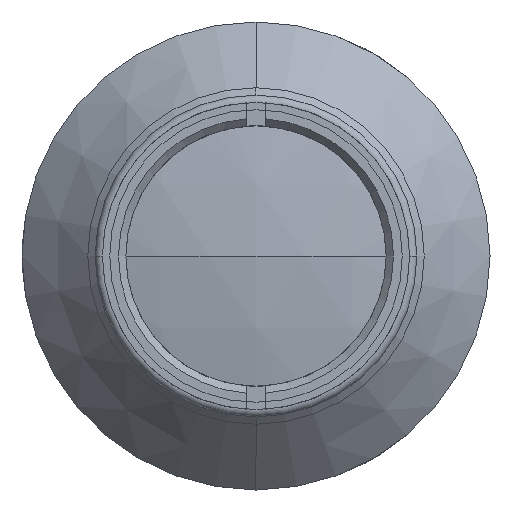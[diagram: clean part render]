
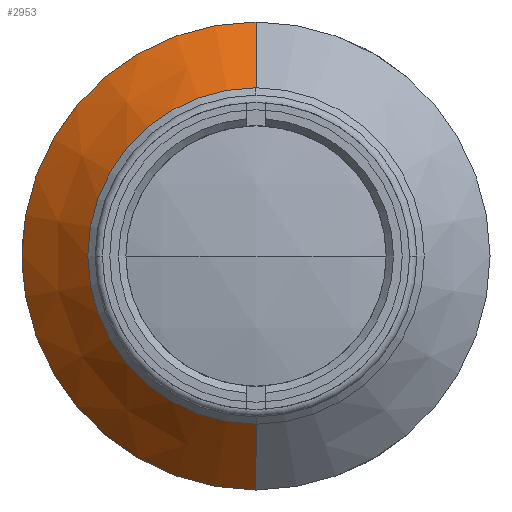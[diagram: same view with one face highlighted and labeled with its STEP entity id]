
A CAD part, left-side view. The second image highlights one B-rep face of the part: STEP entity #2953.
In plain terms, the highlighted conical face has half-angle 45 degrees and reference radius 32 mm.
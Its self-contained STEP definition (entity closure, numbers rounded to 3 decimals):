
#101 = DIRECTION ( 'NONE',  ( 0.707, 0., -0.707 ) ) ;
#130 = AXIS2_PLACEMENT_3D ( 'NONE', #394, #3004, #3904 ) ;
#349 = EDGE_CURVE ( 'NONE', #2048, #1267, #1215, .T. ) ;
#394 = CARTESIAN_POINT ( 'NONE',  ( 44.92, 0., 0. ) ) ;
#484 = VECTOR ( 'NONE', #3806, 1000. ) ;
#504 = FACE_OUTER_BOUND ( 'NONE', #1212, .T. ) ;
#526 = AXIS2_PLACEMENT_3D ( 'NONE', #1457, #2123, #1141 ) ;
#557 = EDGE_CURVE ( 'NONE', #2048, #1216, #3804, .T. ) ;
#1092 = ORIENTED_EDGE ( 'NONE', *, *, #557, .F. ) ;
#1141 = DIRECTION ( 'NONE',  ( 0., 0., -1. ) ) ;
#1190 = DIRECTION ( 'NONE',  ( 0., 0., 1. ) ) ;
#1212 = EDGE_LOOP ( 'NONE', ( #1092, #2801, #3184, #2858 ) ) ;
#1215 = LINE ( 'NONE', #3563, #484 ) ;
#1216 = VERTEX_POINT ( 'NONE', #3776 ) ;
#1267 = VERTEX_POINT ( 'NONE', #1654 ) ;
#1457 = CARTESIAN_POINT ( 'NONE',  ( 53.92, 0., 0. ) ) ;
#1508 = CARTESIAN_POINT ( 'NONE',  ( 53.92, 0., 0. ) ) ;
#1654 = CARTESIAN_POINT ( 'NONE',  ( 53.92, 0., 32. ) ) ;
#1737 = CARTESIAN_POINT ( 'NONE',  ( 53.92, 0., -32. ) ) ;
#1788 = EDGE_CURVE ( 'NONE', #1216, #2197, #2077, .T. ) ;
#2048 = VERTEX_POINT ( 'NONE', #3682 ) ;
#2077 = LINE ( 'NONE', #1737, #2409 ) ;
#2123 = DIRECTION ( 'NONE',  ( 1., 0., 0. ) ) ;
#2156 = CONICAL_SURFACE ( 'NONE', #526, 32., 0.785 ) ;
#2197 = VERTEX_POINT ( 'NONE', #2738 ) ;
#2232 = EDGE_CURVE ( 'NONE', #1267, #2197, #3079, .T. ) ;
#2409 = VECTOR ( 'NONE', #101, 1000. ) ;
#2738 = CARTESIAN_POINT ( 'NONE',  ( 53.92, 0., -32. ) ) ;
#2801 = ORIENTED_EDGE ( 'NONE', *, *, #349, .T. ) ;
#2858 = ORIENTED_EDGE ( 'NONE', *, *, #1788, .F. ) ;
#2953 = ADVANCED_FACE ( 'NONE', ( #504 ), #2156, .T. ) ;
#3004 = DIRECTION ( 'NONE',  ( -1., 0., 0. ) ) ;
#3079 = CIRCLE ( 'NONE', #3631, 32. ) ;
#3184 = ORIENTED_EDGE ( 'NONE', *, *, #2232, .T. ) ;
#3563 = CARTESIAN_POINT ( 'NONE',  ( 53.92, 0., 32. ) ) ;
#3631 = AXIS2_PLACEMENT_3D ( 'NONE', #1508, #4117, #1190 ) ;
#3682 = CARTESIAN_POINT ( 'NONE',  ( 44.92, 0., 23. ) ) ;
#3776 = CARTESIAN_POINT ( 'NONE',  ( 44.92, 0., -23. ) ) ;
#3804 = CIRCLE ( 'NONE', #130, 23. ) ;
#3806 = DIRECTION ( 'NONE',  ( 0.707, 0., 0.707 ) ) ;
#3904 = DIRECTION ( 'NONE',  ( 0., 0., 1. ) ) ;
#4117 = DIRECTION ( 'NONE',  ( -1., 0., 0. ) ) ;
